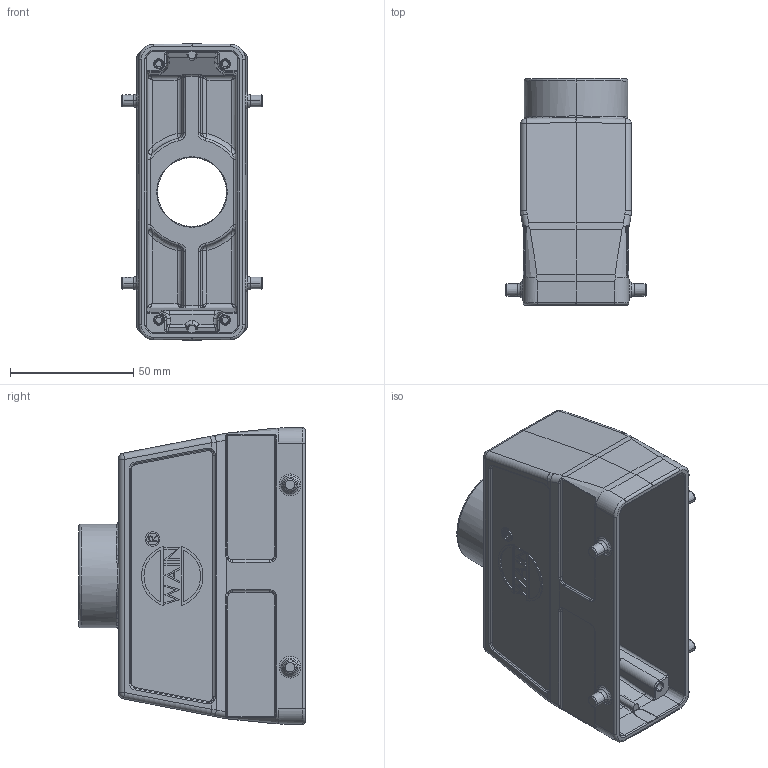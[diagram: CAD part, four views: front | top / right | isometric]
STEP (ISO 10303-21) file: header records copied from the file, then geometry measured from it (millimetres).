
FILE_DESCRIPTION((''),'2;1');
FILE_NAME('H24B-BEH-4B--_','2019-04-01T',('zl.chen'),(''),'PRO/ENGINEER BY PARAMETRIC TECHNOLOGY CORPORATION, 2013430','PRO/ENGINEER BY PARAMETRIC TECHNOLOGY CORPORATION, 2013430','');
FILE_SCHEMA(('CONFIG_CONTROL_DESIGN','SHAPE_APPEARANCE_LAYERS_GROUPS'));
Length unit declared in the file: millimetre
Products named in the file (1): H24B-BEH-4B--_
Bounding box: 57 x 92 x 120.2 mm (x, y, z)
Volume: 103324.9 mm3; surface area: 56619.1 mm2
Topology: 1 solids, 1 shells, 731 faces, 1774 edges, 1057 vertices
Faces by surface type: plane 237, cylinder 197, bspline 138, torus 91, cone 50, extrusion 10, sphere 8
Entity records: 29375 total; most frequent: CARTESIAN_POINT 13332, ORIENTED_EDGE 3492, DIRECTION 3052, EDGE_CURVE 1746, AXIS2_PLACEMENT_3D 1126, VERTEX_POINT 1057, VECTOR 800, LINE 790
